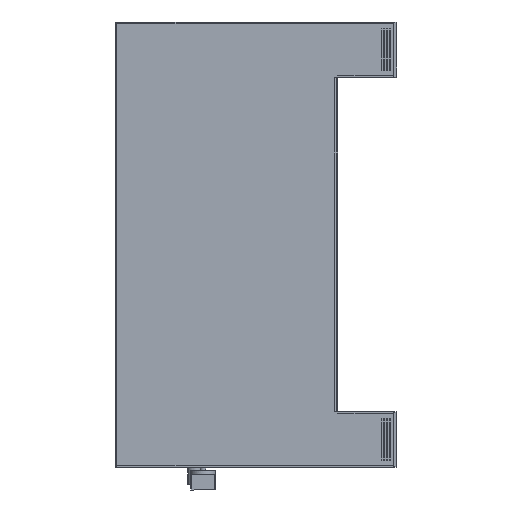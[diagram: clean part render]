
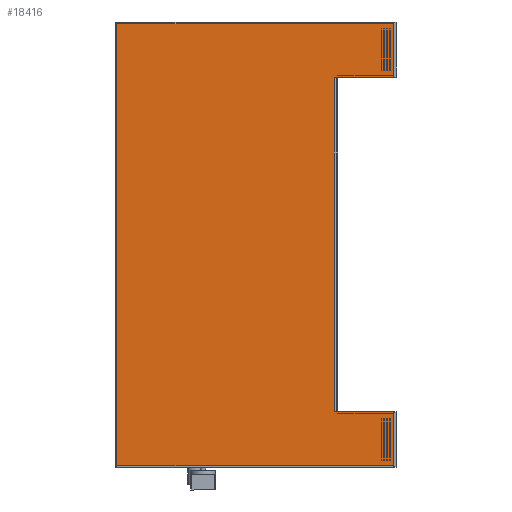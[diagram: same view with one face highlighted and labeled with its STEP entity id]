
A CAD part, left-side view. The second image highlights one B-rep face of the part: STEP entity #18416.
In plain terms, the highlighted face is planar.
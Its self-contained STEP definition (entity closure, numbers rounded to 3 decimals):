
#2 = ORIENTED_EDGE ( 'NONE', *, *, #19, .T. ) ;
#19 = EDGE_CURVE ( 'NONE', #15492, #20141, #29496, .T. ) ;
#80 = EDGE_CURVE ( 'NONE', #6912, #1891, #5286, .T. ) ;
#97 = CARTESIAN_POINT ( 'NONE',  ( 0., 0., -3. ) ) ;
#539 = VERTEX_POINT ( 'NONE', #14960 ) ;
#814 = CARTESIAN_POINT ( 'NONE',  ( -397., -250., -3. ) ) ;
#852 = VERTEX_POINT ( 'NONE', #7133 ) ;
#1158 = ORIENTED_EDGE ( 'NONE', *, *, #17502, .T. ) ;
#1182 = CARTESIAN_POINT ( 'NONE',  ( -300., -144., -3. ) ) ;
#1378 = CARTESIAN_POINT ( 'NONE',  ( -300., -144., -3. ) ) ;
#1593 = LINE ( 'NONE', #6105, #11512 ) ;
#1891 = VERTEX_POINT ( 'NONE', #15339 ) ;
#2632 = DIRECTION ( 'NONE',  ( -1., 0., 0. ) ) ;
#2942 = CARTESIAN_POINT ( 'NONE',  ( 300., -144., -3. ) ) ;
#3075 = CARTESIAN_POINT ( 'NONE',  ( -397., 247., -3. ) ) ;
#3191 = EDGE_CURVE ( 'NONE', #15492, #539, #12594, .T. ) ;
#3557 = DIRECTION ( 'NONE',  ( 1., 0., 0. ) ) ;
#3811 = ORIENTED_EDGE ( 'NONE', *, *, #3191, .F. ) ;
#4416 = CARTESIAN_POINT ( 'NONE',  ( 300., -250., -3. ) ) ;
#4471 = CARTESIAN_POINT ( 'NONE',  ( -397., 247., -3. ) ) ;
#4543 = VECTOR ( 'NONE', #2632, 1000. ) ;
#4924 = PLANE ( 'NONE',  #30141 ) ;
#5097 = LINE ( 'NONE', #10115, #6913 ) ;
#5286 = LINE ( 'NONE', #4416, #24678 ) ;
#5388 = DIRECTION ( 'NONE',  ( 0., 1., 0. ) ) ;
#5674 = EDGE_LOOP ( 'NONE', ( #18457, #10264, #1158, #3811, #2, #15139, #24916, #29122, #19494, #26473 ) ) ;
#6105 = CARTESIAN_POINT ( 'NONE',  ( -397., -250., -3. ) ) ;
#6912 = VERTEX_POINT ( 'NONE', #15055 ) ;
#6913 = VECTOR ( 'NONE', #19662, 1000. ) ;
#7068 = DIRECTION ( 'NONE',  ( 0., 0., 1. ) ) ;
#7125 = DIRECTION ( 'NONE',  ( -1., 0., 0. ) ) ;
#7133 = CARTESIAN_POINT ( 'NONE',  ( 299.5, -144., -3. ) ) ;
#7165 = EDGE_CURVE ( 'NONE', #12011, #22142, #22707, .T. ) ;
#7206 = VECTOR ( 'NONE', #17878, 1000. ) ;
#8244 = DIRECTION ( 'NONE',  ( -1., 0., 0. ) ) ;
#8570 = VECTOR ( 'NONE', #5388, 1000. ) ;
#10115 = CARTESIAN_POINT ( 'NONE',  ( -397., -250., -3. ) ) ;
#10232 = EDGE_CURVE ( 'NONE', #6912, #26479, #14794, .T. ) ;
#10264 = ORIENTED_EDGE ( 'NONE', *, *, #24842, .T. ) ;
#11512 = VECTOR ( 'NONE', #24729, 1000. ) ;
#11784 = DIRECTION ( 'NONE',  ( 1., 0., 0. ) ) ;
#12011 = VERTEX_POINT ( 'NONE', #24879 ) ;
#12594 = LINE ( 'NONE', #1182, #24290 ) ;
#12633 = VECTOR ( 'NONE', #8244, 1000. ) ;
#12876 = CARTESIAN_POINT ( 'NONE',  ( 300., -144., -3. ) ) ;
#13313 = VECTOR ( 'NONE', #15752, 1000. ) ;
#14794 = LINE ( 'NONE', #20555, #13313 ) ;
#14960 = CARTESIAN_POINT ( 'NONE',  ( -299.5, -144., -3. ) ) ;
#15055 = CARTESIAN_POINT ( 'NONE',  ( 300., -250., -3. ) ) ;
#15139 = ORIENTED_EDGE ( 'NONE', *, *, #20606, .F. ) ;
#15175 = LINE ( 'NONE', #2942, #4543 ) ;
#15339 = CARTESIAN_POINT ( 'NONE',  ( 300., -144., -3. ) ) ;
#15492 = VERTEX_POINT ( 'NONE', #1378 ) ;
#15752 = DIRECTION ( 'NONE',  ( 1., 0., 0. ) ) ;
#15763 = VECTOR ( 'NONE', #7125, 1000. ) ;
#17502 = EDGE_CURVE ( 'NONE', #852, #539, #15175, .T. ) ;
#17878 = DIRECTION ( 'NONE',  ( 0., -1., 0. ) ) ;
#18100 = DIRECTION ( 'NONE',  ( 0., 1., 0. ) ) ;
#18416 = ADVANCED_FACE ( 'NONE', ( #23136 ), #4924, .F. ) ;
#18457 = ORIENTED_EDGE ( 'NONE', *, *, #80, .T. ) ;
#18882 = LINE ( 'NONE', #12876, #12633 ) ;
#19456 = CARTESIAN_POINT ( 'NONE',  ( 397., -250., -3. ) ) ;
#19494 = ORIENTED_EDGE ( 'NONE', *, *, #23673, .F. ) ;
#19662 = DIRECTION ( 'NONE',  ( 1., 0., 0. ) ) ;
#20141 = VERTEX_POINT ( 'NONE', #29866 ) ;
#20555 = CARTESIAN_POINT ( 'NONE',  ( -397., -250., -3. ) ) ;
#20606 = EDGE_CURVE ( 'NONE', #27924, #20141, #5097, .T. ) ;
#22142 = VERTEX_POINT ( 'NONE', #3075 ) ;
#22562 = CARTESIAN_POINT ( 'NONE',  ( -300., -250., -3. ) ) ;
#22707 = LINE ( 'NONE', #4471, #15763 ) ;
#23136 = FACE_OUTER_BOUND ( 'NONE', #5674, .T. ) ;
#23673 = EDGE_CURVE ( 'NONE', #26479, #12011, #24326, .T. ) ;
#23800 = EDGE_CURVE ( 'NONE', #22142, #27924, #1593, .T. ) ;
#24290 = VECTOR ( 'NONE', #3557, 1000. ) ;
#24326 = LINE ( 'NONE', #19456, #8570 ) ;
#24678 = VECTOR ( 'NONE', #18100, 1000. ) ;
#24729 = DIRECTION ( 'NONE',  ( 0., -1., 0. ) ) ;
#24842 = EDGE_CURVE ( 'NONE', #1891, #852, #18882, .T. ) ;
#24879 = CARTESIAN_POINT ( 'NONE',  ( 397., 247., -3. ) ) ;
#24916 = ORIENTED_EDGE ( 'NONE', *, *, #23800, .F. ) ;
#25173 = CARTESIAN_POINT ( 'NONE',  ( 397., -250., -3. ) ) ;
#26473 = ORIENTED_EDGE ( 'NONE', *, *, #10232, .F. ) ;
#26479 = VERTEX_POINT ( 'NONE', #25173 ) ;
#27924 = VERTEX_POINT ( 'NONE', #814 ) ;
#29122 = ORIENTED_EDGE ( 'NONE', *, *, #7165, .F. ) ;
#29496 = LINE ( 'NONE', #22562, #7206 ) ;
#29866 = CARTESIAN_POINT ( 'NONE',  ( -300., -250., -3. ) ) ;
#30141 = AXIS2_PLACEMENT_3D ( 'NONE', #97, #7068, #11784 ) ;
